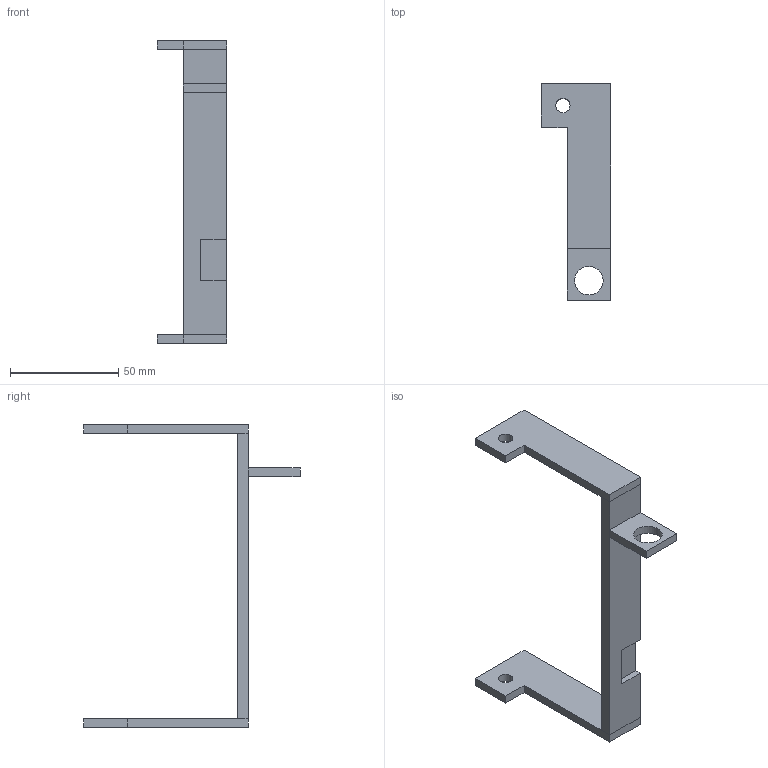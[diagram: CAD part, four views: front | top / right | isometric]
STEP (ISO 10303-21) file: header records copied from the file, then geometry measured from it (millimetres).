
FILE_DESCRIPTION(('FreeCAD Model'),'2;1');
FILE_NAME('LimitSwitchHolder_z-axis_1of2.step','2019-02-05T13:04:21',( 'Author'),(''),'Open CASCADE STEP processor 7.3','FreeCAD','Unknown' );
FILE_SCHEMA(('AUTOMOTIVE_DESIGN { 1 0 10303 214 1 1 1 1 }'));
Length unit declared in the file: millimetre
Products named in the file (1): Boolean003
Bounding box: 32 x 100 x 140 mm (x, y, z)
Volume: 27694.9 mm3; surface area: 16314.3 mm2
Topology: 1 solids, 1 shells, 35 faces, 89 edges, 56 vertices
Faces by surface type: plane 32, cylinder 3
Full cylindrical faces by diameter (mm): 6.6 x2, 13.2 x1
Entity records: 2225 total; most frequent: CARTESIAN_POINT 371, DIRECTION 343, LINE 255, VECTOR 255, ORIENTED_EDGE 178, PCURVE 178, DEFINITIONAL_REPRESENTATION 178, EDGE_CURVE 89
